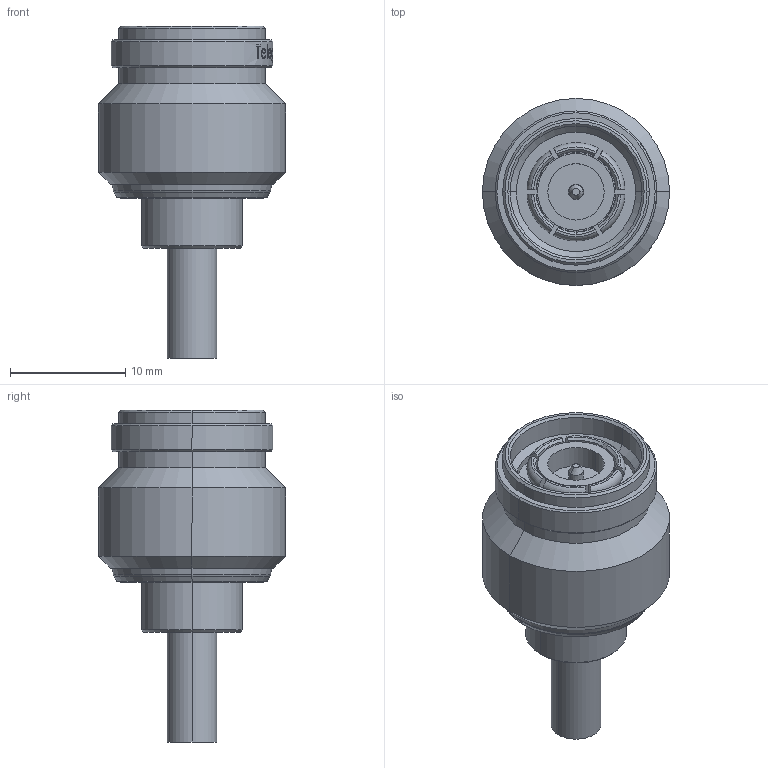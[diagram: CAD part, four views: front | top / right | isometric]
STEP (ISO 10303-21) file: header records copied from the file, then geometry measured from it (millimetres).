
FILE_DESCRIPTION (( 'STEP AP214' ), '1' );
FILE_NAME ('J01010A0045.STEP', '2018-11-19T09:04:33', ( '' ), ( '' ), 'SwSTEP 2.0', 'SolidWorks 2017', '' );
FILE_SCHEMA (( 'AUTOMOTIVE_DESIGN' ));
Length unit declared in the file: millimetre
Products named in the file (1): J01010A0045
Bounding box: 16.2 x 16.2 x 28.75 mm (x, y, z)
Volume: 2669.7 mm3; surface area: 1663.2 mm2
Topology: 1 solids, 1 shells, 280 faces, 697 edges, 453 vertices
Faces by surface type: plane 90, bspline 83, cylinder 60, cone 39, torus 8
Entity records: 16898 total; most frequent: CARTESIAN_POINT 7877, ORIENTED_EDGE 1394, DIRECTION 957, EDGE_CURVE 697, VERTEX_POINT 453, AXIS2_PLACEMENT_3D 371, EDGE_LOOP 314, B_SPLINE_CURVE_WITH_KNOTS 295
